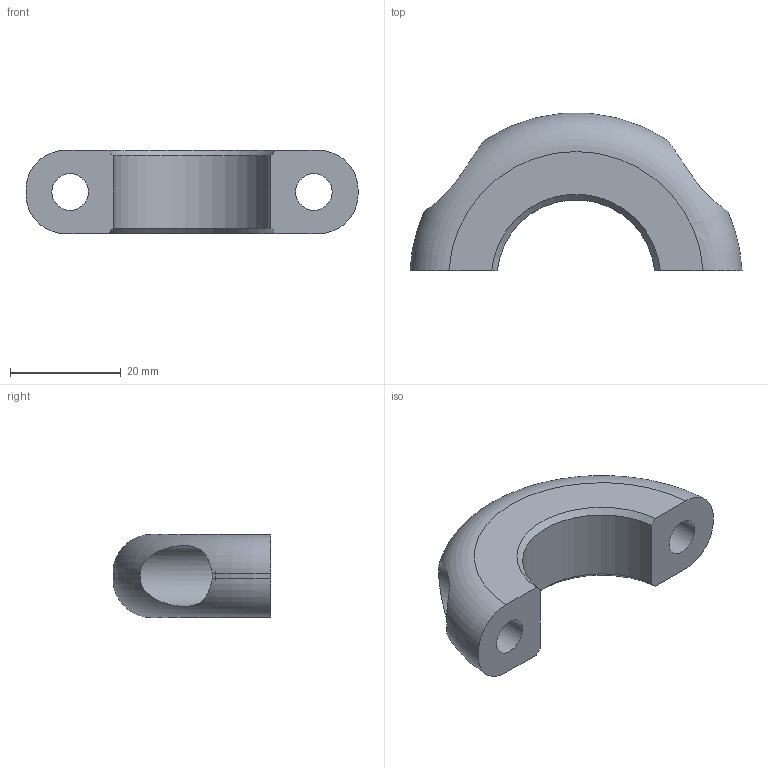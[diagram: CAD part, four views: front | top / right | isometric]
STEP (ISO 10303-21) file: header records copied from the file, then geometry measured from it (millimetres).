
FILE_DESCRIPTION(('FreeCAD Model'),'2;1');
FILE_NAME('Open CASCADE Shape Model','2024-07-19T14:58:14',(''),(''), 'Open CASCADE STEP processor 7.6','FreeCAD','Unknown');
FILE_SCHEMA(('AUTOMOTIVE_DESIGN { 1 0 10303 214 1 1 1 1 }'));
Length unit declared in the file: millimetre
Products named in the file (1): Half collar
Bounding box: 59.92 x 28.43 x 15 mm (x, y, z)
Volume: 11652.5 mm3; surface area: 4492.3 mm2
Topology: 1 solids, 1 shells, 18 faces, 48 edges, 32 vertices
Faces by surface type: cylinder 8, plane 6, torus 2, cone 2
Full cylindrical faces by diameter (mm): 6.6 x2, 11 x2
Entity records: 943 total; most frequent: CARTESIAN_POINT 466, ORIENTED_EDGE 96, DIRECTION 94, EDGE_CURVE 48, AXIS2_PLACEMENT_3D 41, VERTEX_POINT 32, FACE_BOUND 22, EDGE_LOOP 22
